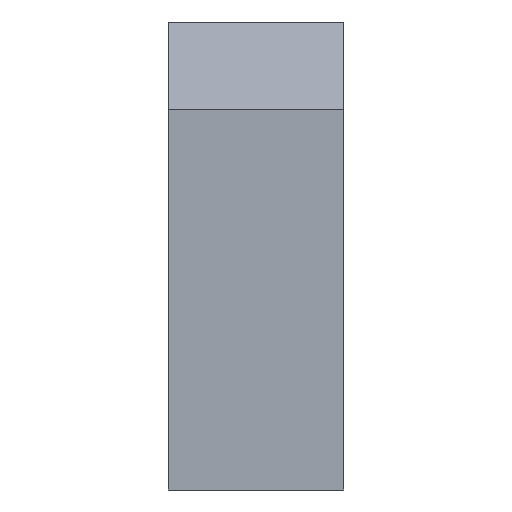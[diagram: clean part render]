
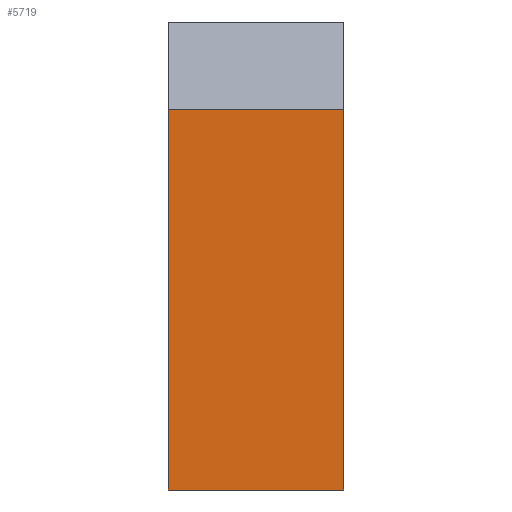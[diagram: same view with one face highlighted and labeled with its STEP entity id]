
A CAD part, left-side view. The second image highlights one B-rep face of the part: STEP entity #5719.
In plain terms, the highlighted free-form (B-spline) face has degree [1, 1] with [2, 2] control points.
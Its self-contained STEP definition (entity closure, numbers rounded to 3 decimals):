
#1689=CARTESIAN_POINT('',(-40.43,0.0,6.5));
#1690=VERTEX_POINT('',#1689);
#1691=CARTESIAN_POINT('',(-40.43,0.0,0.0));
#1692=VERTEX_POINT('',#1691);
#1693=CARTESIAN_POINT('',(-40.43,0.0,6.5));
#1694=CARTESIAN_POINT('',(-40.43,0.0,0.0));
#1695=QUASI_UNIFORM_CURVE('',1,(#1693,#1694),.UNSPECIFIED.,.F.,.U.);
#1696=EDGE_CURVE('',#1690,#1692,#1695,.T.);
#2651=CARTESIAN_POINT('',(-40.43,-3.,6.5));
#2652=VERTEX_POINT('',#2651);
#2653=CARTESIAN_POINT('',(-40.43,-3.,0.0));
#2654=VERTEX_POINT('',#2653);
#2655=CARTESIAN_POINT('',(-40.43,-3.,6.5));
#2656=CARTESIAN_POINT('',(-40.43,-3.,0.0));
#2657=QUASI_UNIFORM_CURVE('',1,(#2655,#2656),.UNSPECIFIED.,.F.,.U.);
#2658=EDGE_CURVE('',#2652,#2654,#2657,.T.);
#3614=CARTESIAN_POINT('',(-40.43,-3.,6.5));
#3615=CARTESIAN_POINT('',(-40.43,0.0,6.5));
#3616=QUASI_UNIFORM_CURVE('',1,(#3614,#3615),.UNSPECIFIED.,.F.,.U.);
#3617=EDGE_CURVE('',#2652,#1690,#3616,.T.);
#5700=CARTESIAN_POINT('',(-40.43,-3.,0.0));
#5701=CARTESIAN_POINT('',(-40.43,0.0,0.0));
#5702=QUASI_UNIFORM_CURVE('',1,(#5700,#5701),.UNSPECIFIED.,.F.,.U.);
#5703=EDGE_CURVE('',#2654,#1692,#5702,.T.);
#5708=CARTESIAN_POINT('',(-40.43,-3.15,6.825));
#5709=CARTESIAN_POINT('',(-40.43,-3.15,-0.325));
#5710=CARTESIAN_POINT('',(-40.43,0.15,6.825));
#5711=CARTESIAN_POINT('',(-40.43,0.15,-0.325));
#5712=B_SPLINE_SURFACE_WITH_KNOTS('',1,1,((#5708,#5710),(#5709,#5711)),.UNSPECIFIED.,.F.,.F.,.U.,(2,2),(2,2),(0.0,7.149),(0.0,3.3),.UNSPECIFIED.);
#5713=ORIENTED_EDGE('',*,*,#1696,.T.);
#5714=ORIENTED_EDGE('',*,*,#5703,.F.);
#5715=ORIENTED_EDGE('',*,*,#2658,.F.);
#5716=ORIENTED_EDGE('',*,*,#3617,.T.);
#5717=EDGE_LOOP('',(#5713,#5714,#5715,#5716));
#5718=FACE_OUTER_BOUND('',#5717,.T.);
#5719=ADVANCED_FACE('',(#5718),#5712,.F.);
